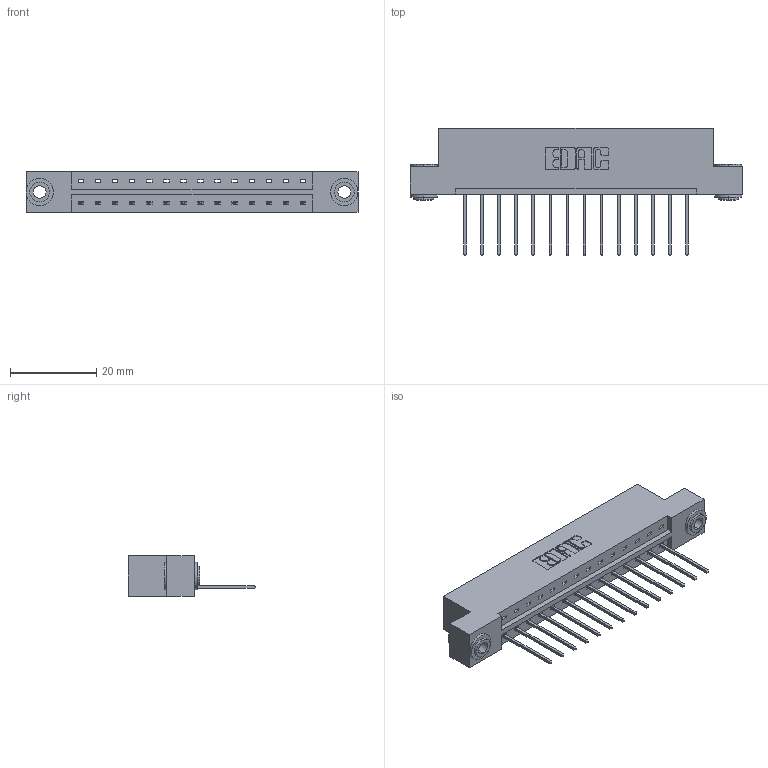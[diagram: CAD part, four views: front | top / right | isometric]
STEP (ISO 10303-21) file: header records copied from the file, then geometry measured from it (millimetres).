
FILE_DESCRIPTION (( 'STEP AP203' ), '1' );
FILE_NAME ('333-014-540-103.STEP', '2018-08-01T02:23:36', ( '' ), ( '' ), 'SwSTEP 2.0', 'SolidWorks 2016', '' );
FILE_SCHEMA (( 'CONFIG_CONTROL_DESIGN' ));
Length unit declared in the file: inch
Products named in the file (4): 333 Part_Flush - .156 Dia - TH; 345-292-001_345-293-140; 345-250-002_345-250-002-102; 333-014-540-103
Assembly tree (17 placements, depth 2):
  333-014-540-103
    333 Part_Flush - .156 Dia - TH
    345-292-001_345-293-140  x14
    345-250-002_345-250-002-102  x2
Bounding box: 77.01 x 29.47 x 9.4 mm (x, y, z)
Volume: 7547.2 mm3; surface area: 8351.8 mm2
Topology: 17 solids, 17 shells, 964 faces, 2851 edges, 1878 vertices
Faces by surface type: plane 668, cylinder 288, cone 8
Entity records: 12848 total; most frequent: CARTESIAN_POINT 2199, ORIENTED_EDGE 2142, DIRECTION 1945, EDGE_CURVE 1071, LINE 919, VECTOR 919, VERTEX_POINT 710, AXIS2_PLACEMENT_3D 513
